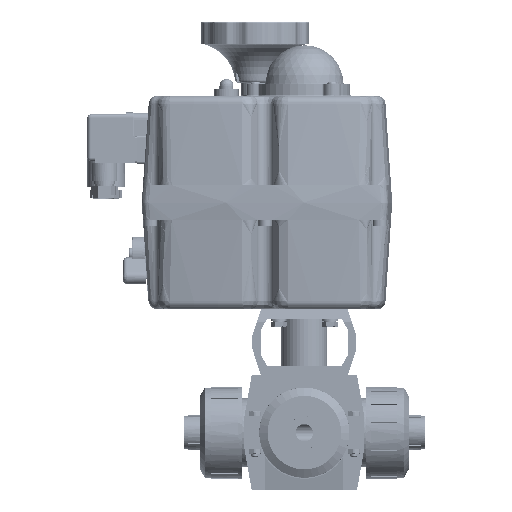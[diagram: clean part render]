
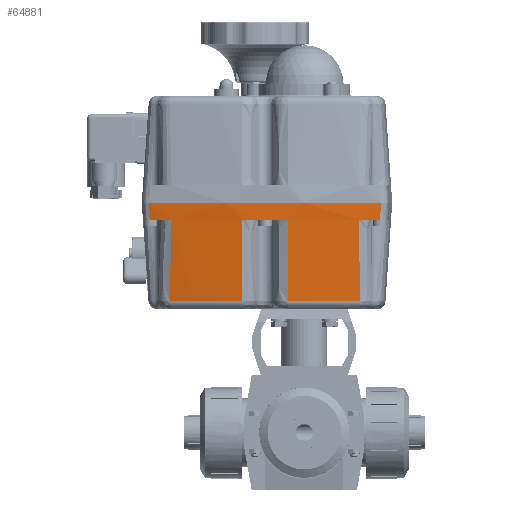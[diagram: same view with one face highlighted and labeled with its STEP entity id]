
A CAD part, front view. The second image highlights one B-rep face of the part: STEP entity #64881.
In plain terms, the highlighted conical face has half-angle 4 degrees and reference radius 403.75 mm.
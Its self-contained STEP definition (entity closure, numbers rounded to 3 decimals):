
#52548=CARTESIAN_POINT('',(-163.136,-63.369,210.463));
#52549=VERTEX_POINT('',#52548);
#52559=CARTESIAN_POINT('',(-29.461,-63.369,210.463));
#52560=VERTEX_POINT('',#52559);
#52561=CARTESIAN_POINT('',(-96.298,334.811,210.463));
#52562=DIRECTION('',(0.0,0.0,1.0));
#52563=DIRECTION('',(1.0,0.0,0.0));
#52564=AXIS2_PLACEMENT_3D('',#52561,#52562,#52563);
#52565=CIRCLE('',#52564,403.75);
#52566=EDGE_CURVE('',#52549,#52560,#52565,.T.);
#61355=CARTESIAN_POINT('',(-151.208,-61.175,153.614));
#61356=VERTEX_POINT('',#61355);
#61365=CARTESIAN_POINT('',(-109.327,-64.752,153.614));
#61366=VERTEX_POINT('',#61365);
#61374=CARTESIAN_POINT('',(-96.298,334.811,153.614));
#61375=DIRECTION('',(0.,0.,-1.0));
#61376=DIRECTION('',(-0.085,-0.996,0.));
#61377=AXIS2_PLACEMENT_3D('',#61374,#61375,#61376);
#61378=CIRCLE('',#61377,399.775);
#61379=EDGE_CURVE('',#61366,#61356,#61378,.T.);
#61741=CARTESIAN_POINT('',(-83.269,-64.752,153.614));
#61742=VERTEX_POINT('',#61741);
#61785=CARTESIAN_POINT('',(-41.388,-61.175,153.614));
#61786=VERTEX_POINT('',#61785);
#61794=CARTESIAN_POINT('',(-96.298,334.811,153.614));
#61795=DIRECTION('',(0.,0.,-1.0));
#61796=DIRECTION('',(0.085,-0.996,0.));
#61797=AXIS2_PLACEMENT_3D('',#61794,#61795,#61796);
#61798=CIRCLE('',#61797,399.775);
#61799=EDGE_CURVE('',#61786,#61742,#61798,.T.);
#64151=CARTESIAN_POINT('',(-42.484,-64.631,200.463));
#64152=VERTEX_POINT('',#64151);
#64166=CARTESIAN_POINT('',(-42.484,-64.631,200.463));
#64167=CARTESIAN_POINT('',(-42.46,-64.495,198.579));
#64168=CARTESIAN_POINT('',(-42.434,-64.359,196.694));
#64169=CARTESIAN_POINT('',(-42.372,-64.053,192.483));
#64170=CARTESIAN_POINT('',(-42.334,-63.884,190.156));
#64171=CARTESIAN_POINT('',(-42.266,-63.608,186.375));
#64172=CARTESIAN_POINT('',(-42.238,-63.502,184.921));
#64173=CARTESIAN_POINT('',(-42.145,-63.157,180.22));
#64174=CARTESIAN_POINT('',(-42.073,-62.918,176.974));
#64175=CARTESIAN_POINT('',(-41.864,-62.294,168.533));
#64176=CARTESIAN_POINT('',(-41.716,-61.907,163.34));
#64177=CARTESIAN_POINT('',(-41.494,-61.403,156.636));
#64178=CARTESIAN_POINT('',(-41.442,-61.289,155.125));
#64179=CARTESIAN_POINT('',(-41.388,-61.175,153.614));
#64180=B_SPLINE_CURVE_WITH_KNOTS('',3,(#64166,#64167,#64168,#64169,#64170,#64171,#64172,#64173,#64174,#64175,#64176,#64177,#64178,#64179),.UNSPECIFIED.,.F.,.U.,(4,2,2,2,2,2,4),(13.201,18.869,25.868,30.243,40.011,55.64,60.189),.UNSPECIFIED.);
#64181=EDGE_CURVE('',#64152,#61786,#64180,.T.);
#64304=CARTESIAN_POINT('',(-83.271,-68.03,200.463));
#64305=VERTEX_POINT('',#64304);
#64306=CARTESIAN_POINT('',(-83.269,-64.752,153.614));
#64307=DIRECTION('',(0.,-0.07,0.998));
#64308=VECTOR('',#64307,46.963);
#64309=LINE('',#64306,#64308);
#64310=EDGE_CURVE('',#61742,#64305,#64309,.T.);
#64444=CARTESIAN_POINT('',(-109.325,-68.03,200.463));
#64445=VERTEX_POINT('',#64444);
#64459=CARTESIAN_POINT('',(-109.325,-68.03,200.463));
#64460=DIRECTION('',(0.,0.07,-0.998));
#64461=VECTOR('',#64460,46.963);
#64462=LINE('',#64459,#64461);
#64463=EDGE_CURVE('',#64445,#61366,#64462,.T.);
#64586=CARTESIAN_POINT('',(-150.113,-64.631,200.463));
#64587=VERTEX_POINT('',#64586);
#64588=CARTESIAN_POINT('',(-151.208,-61.175,153.614));
#64589=CARTESIAN_POINT('',(-151.087,-61.43,156.99));
#64590=CARTESIAN_POINT('',(-150.977,-61.684,160.365));
#64591=CARTESIAN_POINT('',(-150.807,-62.108,166.042));
#64592=CARTESIAN_POINT('',(-150.742,-62.279,168.342));
#64593=CARTESIAN_POINT('',(-150.644,-62.556,172.079));
#64594=CARTESIAN_POINT('',(-150.608,-62.663,173.517));
#64595=CARTESIAN_POINT('',(-150.496,-63.009,178.201));
#64596=CARTESIAN_POINT('',(-150.425,-63.247,181.448));
#64597=CARTESIAN_POINT('',(-150.262,-63.865,189.889));
#64598=CARTESIAN_POINT('',(-150.18,-64.243,195.085));
#64599=CARTESIAN_POINT('',(-150.114,-64.623,200.341));
#64600=CARTESIAN_POINT('',(-150.113,-64.627,200.402));
#64601=CARTESIAN_POINT('',(-150.113,-64.631,200.463));
#64602=B_SPLINE_CURVE_WITH_KNOTS('',3,(#64588,#64589,#64590,#64591,#64592,#64593,#64594,#64595,#64596,#64597,#64598,#64599,#64600,#64601),.UNSPECIFIED.,.F.,.U.,(4,2,2,2,2,2,4),(17.956,28.118,35.039,39.365,49.133,64.762,64.945),.UNSPECIFIED.);
#64603=EDGE_CURVE('',#61356,#64587,#64602,.T.);
#64805=CARTESIAN_POINT('',(-30.104,-62.767,200.463));
#64806=VERTEX_POINT('',#64805);
#64822=CARTESIAN_POINT('',(-29.461,-63.369,210.463));
#64823=CARTESIAN_POINT('',(-29.622,-63.218,207.959));
#64824=CARTESIAN_POINT('',(-29.783,-63.068,205.456));
#64825=CARTESIAN_POINT('',(-29.997,-62.867,202.123));
#64826=CARTESIAN_POINT('',(-30.051,-62.817,201.293));
#64827=CARTESIAN_POINT('',(-30.104,-62.767,200.463));
#64828=B_SPLINE_CURVE_WITH_KNOTS('',3,(#64822,#64823,#64824,#64825,#64826,#64827),.UNSPECIFIED.,.F.,.U.,(4,2,4),(5.022,12.561,15.06),.UNSPECIFIED.);
#64829=EDGE_CURVE('',#52560,#64806,#64828,.T.);
#64834=CARTESIAN_POINT('',(-96.298,334.811,210.463));
#64835=DIRECTION('',(0.,0.,1.0));
#64836=DIRECTION('',(1.0,0.0,0.0));
#64837=AXIS2_PLACEMENT_3D('',#64834,#64835,#64836);
#64838=CONICAL_SURFACE('',#64837,403.75,4.);
#64839=ORIENTED_EDGE('',*,*,#61799,.F.);
#64840=ORIENTED_EDGE('',*,*,#64181,.F.);
#64841=CARTESIAN_POINT('',(-96.298,334.811,200.463));
#64842=DIRECTION('',(0.0,0.0,-1.0));
#64843=DIRECTION('',(1.0,0.0,0.0));
#64844=AXIS2_PLACEMENT_3D('',#64841,#64842,#64843);
#64845=CIRCLE('',#64844,403.051);
#64846=EDGE_CURVE('',#64806,#64152,#64845,.T.);
#64847=ORIENTED_EDGE('',*,*,#64846,.F.);
#64848=ORIENTED_EDGE('',*,*,#64829,.F.);
#64849=ORIENTED_EDGE('',*,*,#52566,.F.);
#64850=CARTESIAN_POINT('',(-162.429,-62.778,200.463));
#64851=VERTEX_POINT('',#64850);
#64852=CARTESIAN_POINT('',(-162.429,-62.778,200.463));
#64853=CARTESIAN_POINT('',(-162.488,-62.827,201.292));
#64854=CARTESIAN_POINT('',(-162.547,-62.876,202.121));
#64855=CARTESIAN_POINT('',(-162.782,-63.073,205.455));
#64856=CARTESIAN_POINT('',(-162.959,-63.221,207.959));
#64857=CARTESIAN_POINT('',(-163.136,-63.369,210.463));
#64858=B_SPLINE_CURVE_WITH_KNOTS('',3,(#64852,#64853,#64854,#64855,#64856,#64857),.UNSPECIFIED.,.F.,.U.,(4,2,4),(5.021,7.52,15.063),.UNSPECIFIED.);
#64859=EDGE_CURVE('',#64851,#52549,#64858,.T.);
#64860=ORIENTED_EDGE('',*,*,#64859,.F.);
#64861=CARTESIAN_POINT('',(-96.298,334.811,200.463));
#64862=DIRECTION('',(0.0,0.0,-1.0));
#64863=DIRECTION('',(1.0,0.0,0.0));
#64864=AXIS2_PLACEMENT_3D('',#64861,#64862,#64863);
#64865=CIRCLE('',#64864,403.051);
#64866=EDGE_CURVE('',#64587,#64851,#64865,.T.);
#64867=ORIENTED_EDGE('',*,*,#64866,.F.);
#64868=ORIENTED_EDGE('',*,*,#64603,.F.);
#64869=ORIENTED_EDGE('',*,*,#61379,.F.);
#64870=ORIENTED_EDGE('',*,*,#64463,.F.);
#64871=CARTESIAN_POINT('',(-96.298,334.811,200.463));
#64872=DIRECTION('',(0.0,0.0,-1.0));
#64873=DIRECTION('',(1.0,0.0,0.0));
#64874=AXIS2_PLACEMENT_3D('',#64871,#64872,#64873);
#64875=CIRCLE('',#64874,403.051);
#64876=EDGE_CURVE('',#64305,#64445,#64875,.T.);
#64877=ORIENTED_EDGE('',*,*,#64876,.F.);
#64878=ORIENTED_EDGE('',*,*,#64310,.F.);
#64879=EDGE_LOOP('',(#64839,#64840,#64847,#64848,#64849,#64860,#64867,#64868,#64869,#64870,#64877,#64878));
#64880=FACE_OUTER_BOUND('',#64879,.T.);
#64881=ADVANCED_FACE('',(#64880),#64838,.T.);
